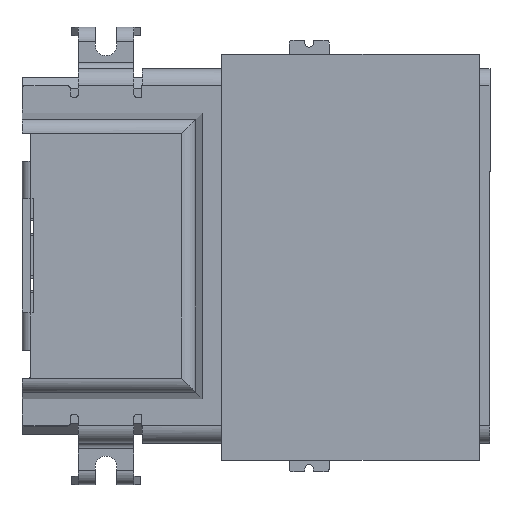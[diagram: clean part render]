
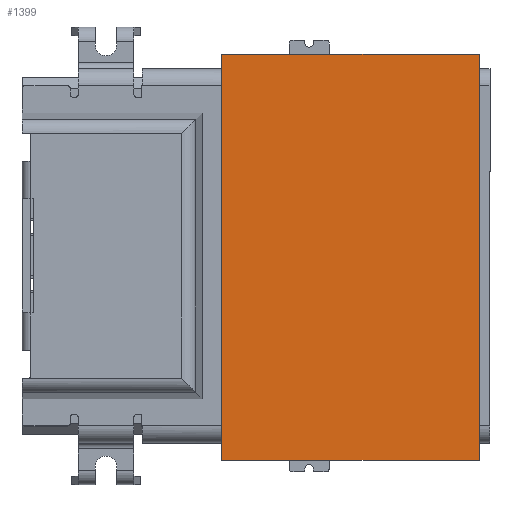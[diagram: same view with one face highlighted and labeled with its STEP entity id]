
A CAD part, top view. The second image highlights one B-rep face of the part: STEP entity #1399.
In plain terms, the highlighted face is planar.
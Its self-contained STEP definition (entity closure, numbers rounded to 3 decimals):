
#1399 = ADVANCED_FACE( '', ( #3235 ), #3236, .F. );
#3235 = FACE_OUTER_BOUND( '', #5580, .T. );
#3236 = PLANE( '', #5581 );
#5580 = EDGE_LOOP( '', ( #9470, #9471, #9472, #9473 ) );
#5581 = AXIS2_PLACEMENT_3D( '', #9474, #9475, #9476 );
#9470 = ORIENTED_EDGE( '', *, *, #16139, .F. );
#9471 = ORIENTED_EDGE( '', *, *, #16140, .F. );
#9472 = ORIENTED_EDGE( '', *, *, #16141, .F. );
#9473 = ORIENTED_EDGE( '', *, *, #15359, .F. );
#9474 = CARTESIAN_POINT( '', ( 0., 0., 0. ) );
#9475 = DIRECTION( '', ( 0., 1., 0. ) );
#9476 = DIRECTION( '', ( 0., 0., 1. ) );
#15359 = EDGE_CURVE( '', #18797, #18798, #18799, .T. );
#16139 = EDGE_CURVE( '', #20066, #18797, #20067, .T. );
#16140 = EDGE_CURVE( '', #20068, #20066, #20069, .T. );
#16141 = EDGE_CURVE( '', #18798, #20068, #20070, .T. );
#18797 = VERTEX_POINT( '', #23674 );
#18798 = VERTEX_POINT( '', #23675 );
#18799 = LINE( '', #23676, #23677 );
#20066 = VERTEX_POINT( '', #25491 );
#20067 = LINE( '', #25492, #25493 );
#20068 = VERTEX_POINT( '', #25494 );
#20069 = LINE( '', #25495, #25496 );
#20070 = LINE( '', #25497, #25498 );
#23674 = CARTESIAN_POINT( '', ( -4.5, 0., 7.1 ) );
#23675 = CARTESIAN_POINT( '', ( 4.5, 0., 7.1 ) );
#23676 = CARTESIAN_POINT( '', ( -4.5, 0., 7.1 ) );
#23677 = VECTOR( '', #29358, 1000. );
#25491 = CARTESIAN_POINT( '', ( -4.5, 0., -7.1 ) );
#25492 = CARTESIAN_POINT( '', ( -4.5, 0., -7.1 ) );
#25493 = VECTOR( '', #30196, 1000. );
#25494 = CARTESIAN_POINT( '', ( 4.5, 0., -7.1 ) );
#25495 = CARTESIAN_POINT( '', ( 4.5, 0., -7.1 ) );
#25496 = VECTOR( '', #30197, 1000. );
#25497 = CARTESIAN_POINT( '', ( 4.5, 0., 7.1 ) );
#25498 = VECTOR( '', #30198, 1000. );
#29358 = DIRECTION( '', ( 1., 0., 0. ) );
#30196 = DIRECTION( '', ( 0., 0., 1. ) );
#30197 = DIRECTION( '', ( -1., 0., 0. ) );
#30198 = DIRECTION( '', ( 0., 0., -1. ) );
